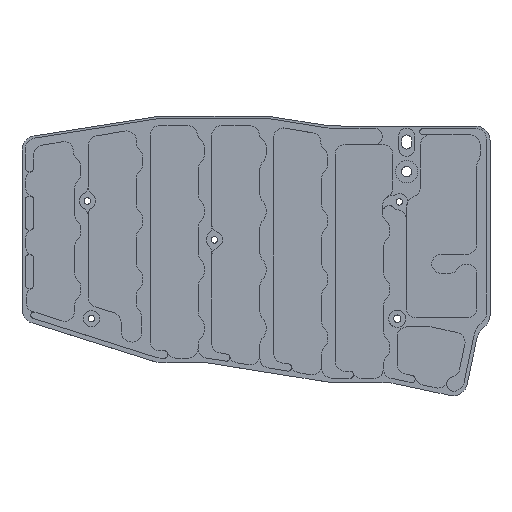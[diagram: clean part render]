
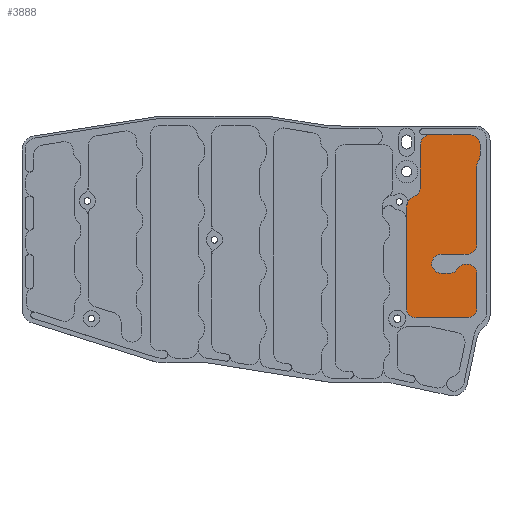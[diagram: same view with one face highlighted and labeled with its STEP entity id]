
A CAD part, top view. The second image highlights one B-rep face of the part: STEP entity #3888.
In plain terms, the highlighted planar face has unit normal (0, 0, 1).
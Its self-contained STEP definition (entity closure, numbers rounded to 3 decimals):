
#1676=CARTESIAN_POINT('',(-23.032,-23.965,-2.25));
#1677=VERTEX_POINT('',#1676);
#1678=CARTESIAN_POINT('',(-22.929,-23.63,-2.25));
#1679=VERTEX_POINT('',#1678);
#1680=CARTESIAN_POINT('',(-25.364,-23.066,-2.25));
#1681=DIRECTION('',(0.,0.,1.));
#1682=DIRECTION('',(1.,0.,-0.));
#1683=AXIS2_PLACEMENT_3D('',#1680,#1681,#1682);
#1684=CIRCLE('',#1683,2.5);
#1685=EDGE_CURVE('',#1677,#1679,#1684,.T.);
#3667=CARTESIAN_POINT('',(0.,0.,-2.25));
#3668=DIRECTION('',(0.,0.,1.));
#3669=DIRECTION('',(1.,0.,0.));
#3670=AXIS2_PLACEMENT_3D('',#3667,#3668,#3669);
#3671=PLANE('',#3670);
#3672=CARTESIAN_POINT('',(-18.876,-18.606,-2.25));
#3673=VERTEX_POINT('',#3672);
#3674=CARTESIAN_POINT('',(-18.876,-5.474,-2.25));
#3675=VERTEX_POINT('',#3674);
#3676=CARTESIAN_POINT('',(-18.876,-18.606,-2.25));
#3677=DIRECTION('',(0.,1.,0.));
#3678=VECTOR('',#3677,13.131);
#3679=LINE('',#3676,#3678);
#3680=EDGE_CURVE('',#3673,#3675,#3679,.T.);
#3681=ORIENTED_EDGE('',*,*,#3680,.F.);
#3682=CARTESIAN_POINT('',(-20.937,-21.455,-2.25));
#3683=VERTEX_POINT('',#3682);
#3684=CARTESIAN_POINT('',(-21.876,-18.606,-2.25));
#3685=DIRECTION('',(-0.,-0.,-1.));
#3686=DIRECTION('',(1.,0.,-0.));
#3687=AXIS2_PLACEMENT_3D('',#3684,#3685,#3686);
#3688=CIRCLE('',#3687,3.);
#3689=EDGE_CURVE('',#3673,#3683,#3688,.T.);
#3690=ORIENTED_EDGE('',*,*,#3689,.T.);
#3691=CARTESIAN_POINT('',(-20.006,-24.307,-2.25));
#3692=DIRECTION('',(0.,0.,1.));
#3693=DIRECTION('',(1.,0.,-0.));
#3694=AXIS2_PLACEMENT_3D('',#3691,#3692,#3693);
#3695=CIRCLE('',#3694,3.);
#3696=EDGE_CURVE('',#3683,#1679,#3695,.T.);
#3697=ORIENTED_EDGE('',*,*,#3696,.T.);
#3698=ORIENTED_EDGE('',*,*,#1685,.F.);
#3699=CARTESIAN_POINT('',(-23.232,-25.044,-2.25));
#3700=VERTEX_POINT('',#3699);
#3701=CARTESIAN_POINT('',(-20.232,-25.044,-2.25));
#3702=DIRECTION('',(0.,0.,1.));
#3703=DIRECTION('',(1.,0.,-0.));
#3704=AXIS2_PLACEMENT_3D('',#3701,#3702,#3703);
#3705=CIRCLE('',#3704,3.);
#3706=EDGE_CURVE('',#1677,#3700,#3705,.T.);
#3707=ORIENTED_EDGE('',*,*,#3706,.T.);
#3708=CARTESIAN_POINT('',(-23.232,-55.735,-2.25));
#3709=VERTEX_POINT('',#3708);
#3710=CARTESIAN_POINT('',(-23.232,-55.735,-2.25));
#3711=DIRECTION('',(-0.,1.,0.));
#3712=VECTOR('',#3711,30.691);
#3713=LINE('',#3710,#3712);
#3714=EDGE_CURVE('',#3709,#3700,#3713,.T.);
#3715=ORIENTED_EDGE('',*,*,#3714,.F.);
#3716=CARTESIAN_POINT('',(-20.232,-58.735,-2.25));
#3717=VERTEX_POINT('',#3716);
#3718=CARTESIAN_POINT('',(-20.232,-55.735,-2.25));
#3719=DIRECTION('',(0.,0.,1.));
#3720=DIRECTION('',(1.,0.,-0.));
#3721=AXIS2_PLACEMENT_3D('',#3718,#3719,#3720);
#3722=CIRCLE('',#3721,3.);
#3723=EDGE_CURVE('',#3709,#3717,#3722,.T.);
#3724=ORIENTED_EDGE('',*,*,#3723,.T.);
#3725=CARTESIAN_POINT('',(-4.538,-58.735,-2.25));
#3726=VERTEX_POINT('',#3725);
#3727=CARTESIAN_POINT('',(-20.232,-58.735,-2.25));
#3728=DIRECTION('',(1.,0.,-0.));
#3729=VECTOR('',#3728,15.694);
#3730=LINE('',#3727,#3729);
#3731=EDGE_CURVE('',#3717,#3726,#3730,.T.);
#3732=ORIENTED_EDGE('',*,*,#3731,.T.);
#3733=CARTESIAN_POINT('',(-1.548,-55.981,-2.25));
#3734=VERTEX_POINT('',#3733);
#3735=CARTESIAN_POINT('',(-4.538,-55.735,-2.25));
#3736=DIRECTION('',(0.,0.,1.));
#3737=DIRECTION('',(1.,0.,-0.));
#3738=AXIS2_PLACEMENT_3D('',#3735,#3736,#3737);
#3739=CIRCLE('',#3738,3.);
#3740=EDGE_CURVE('',#3726,#3734,#3739,.T.);
#3741=ORIENTED_EDGE('',*,*,#3740,.T.);
#3742=CARTESIAN_POINT('',(-1.548,-45.189,-2.25));
#3743=VERTEX_POINT('',#3742);
#3744=CARTESIAN_POINT('',(-1.548,-45.189,-2.25));
#3745=DIRECTION('',(0.,-1.,0.));
#3746=VECTOR('',#3745,10.792);
#3747=LINE('',#3744,#3746);
#3748=EDGE_CURVE('',#3743,#3734,#3747,.T.);
#3749=ORIENTED_EDGE('',*,*,#3748,.F.);
#3750=CARTESIAN_POINT('',(-4.548,-42.189,-2.25));
#3751=VERTEX_POINT('',#3750);
#3752=CARTESIAN_POINT('',(-4.548,-45.189,-2.25));
#3753=DIRECTION('',(0.,0.,1.));
#3754=DIRECTION('',(1.,0.,-0.));
#3755=AXIS2_PLACEMENT_3D('',#3752,#3753,#3754);
#3756=CIRCLE('',#3755,3.);
#3757=EDGE_CURVE('',#3743,#3751,#3756,.T.);
#3758=ORIENTED_EDGE('',*,*,#3757,.T.);
#3759=CARTESIAN_POINT('',(-4.923,-42.189,-2.25));
#3760=VERTEX_POINT('',#3759);
#3761=CARTESIAN_POINT('',(-4.548,-42.189,-2.25));
#3762=DIRECTION('',(-1.,0.,0.));
#3763=VECTOR('',#3762,0.375);
#3764=LINE('',#3761,#3763);
#3765=EDGE_CURVE('',#3751,#3760,#3764,.T.);
#3766=ORIENTED_EDGE('',*,*,#3765,.T.);
#3767=CARTESIAN_POINT('',(-7.472,-43.607,-2.25));
#3768=VERTEX_POINT('',#3767);
#3769=CARTESIAN_POINT('',(-4.923,-45.189,-2.25));
#3770=DIRECTION('',(0.,0.,1.));
#3771=DIRECTION('',(1.,0.,-0.));
#3772=AXIS2_PLACEMENT_3D('',#3769,#3770,#3771);
#3773=CIRCLE('',#3772,3.);
#3774=EDGE_CURVE('',#3760,#3768,#3773,.T.);
#3775=ORIENTED_EDGE('',*,*,#3774,.T.);
#3776=CARTESIAN_POINT('',(-10.02,-45.024,-2.25));
#3777=VERTEX_POINT('',#3776);
#3778=CARTESIAN_POINT('',(-10.02,-42.024,-2.25));
#3779=DIRECTION('',(0.,0.,-1.));
#3780=DIRECTION('',(1.,0.,0.));
#3781=AXIS2_PLACEMENT_3D('',#3778,#3779,#3780);
#3782=CIRCLE('',#3781,3.);
#3783=EDGE_CURVE('',#3768,#3777,#3782,.T.);
#3784=ORIENTED_EDGE('',*,*,#3783,.T.);
#3785=CARTESIAN_POINT('',(-12.428,-45.024,-2.25));
#3786=VERTEX_POINT('',#3785);
#3787=CARTESIAN_POINT('',(-12.428,-45.024,-2.25));
#3788=DIRECTION('',(1.,0.,-0.));
#3789=VECTOR('',#3788,2.407);
#3790=LINE('',#3787,#3789);
#3791=EDGE_CURVE('',#3786,#3777,#3790,.T.);
#3792=ORIENTED_EDGE('',*,*,#3791,.F.);
#3793=CARTESIAN_POINT('',(-15.423,-42.189,-2.25));
#3794=VERTEX_POINT('',#3793);
#3795=CARTESIAN_POINT('',(-12.428,-42.024,-2.25));
#3796=DIRECTION('',(0.,0.,-1.));
#3797=DIRECTION('',(1.,0.,0.));
#3798=AXIS2_PLACEMENT_3D('',#3795,#3796,#3797);
#3799=CIRCLE('',#3798,3.);
#3800=EDGE_CURVE('',#3786,#3794,#3799,.T.);
#3801=ORIENTED_EDGE('',*,*,#3800,.T.);
#3802=CARTESIAN_POINT('',(-12.423,-39.189,-2.25));
#3803=VERTEX_POINT('',#3802);
#3804=CARTESIAN_POINT('',(-12.423,-42.189,-2.25));
#3805=DIRECTION('',(0.,0.,-1.));
#3806=DIRECTION('',(1.,0.,0.));
#3807=AXIS2_PLACEMENT_3D('',#3804,#3805,#3806);
#3808=CIRCLE('',#3807,3.);
#3809=EDGE_CURVE('',#3794,#3803,#3808,.T.);
#3810=ORIENTED_EDGE('',*,*,#3809,.T.);
#3811=CARTESIAN_POINT('',(-4.548,-39.189,-2.25));
#3812=VERTEX_POINT('',#3811);
#3813=CARTESIAN_POINT('',(-4.548,-39.189,-2.25));
#3814=DIRECTION('',(-1.,0.,0.));
#3815=VECTOR('',#3814,7.875);
#3816=LINE('',#3813,#3815);
#3817=EDGE_CURVE('',#3812,#3803,#3816,.T.);
#3818=ORIENTED_EDGE('',*,*,#3817,.F.);
#3819=CARTESIAN_POINT('',(-1.548,-36.189,-2.25));
#3820=VERTEX_POINT('',#3819);
#3821=CARTESIAN_POINT('',(-4.548,-36.189,-2.25));
#3822=DIRECTION('',(0.,0.,1.));
#3823=DIRECTION('',(1.,0.,-0.));
#3824=AXIS2_PLACEMENT_3D('',#3821,#3822,#3823);
#3825=CIRCLE('',#3824,3.);
#3826=EDGE_CURVE('',#3812,#3820,#3825,.T.);
#3827=ORIENTED_EDGE('',*,*,#3826,.T.);
#3828=CARTESIAN_POINT('',(-1.548,-12.081,-2.25));
#3829=VERTEX_POINT('',#3828);
#3830=CARTESIAN_POINT('',(-1.548,-12.081,-2.25));
#3831=DIRECTION('',(0.,-1.,0.));
#3832=VECTOR('',#3831,24.108);
#3833=LINE('',#3830,#3832);
#3834=EDGE_CURVE('',#3829,#3820,#3833,.T.);
#3835=ORIENTED_EDGE('',*,*,#3834,.F.);
#3836=CARTESIAN_POINT('',(-1.048,-10.422,-2.25));
#3837=VERTEX_POINT('',#3836);
#3838=CARTESIAN_POINT('',(1.452,-12.081,-2.25));
#3839=DIRECTION('',(0.,0.,1.));
#3840=DIRECTION('',(1.,0.,-0.));
#3841=AXIS2_PLACEMENT_3D('',#3838,#3839,#3840);
#3842=CIRCLE('',#3841,3.);
#3843=EDGE_CURVE('',#3837,#3829,#3842,.T.);
#3844=ORIENTED_EDGE('',*,*,#3843,.F.);
#3845=CARTESIAN_POINT('',(-0.548,-8.764,-2.25));
#3846=VERTEX_POINT('',#3845);
#3847=CARTESIAN_POINT('',(-3.548,-8.764,-2.25));
#3848=DIRECTION('',(0.,0.,1.));
#3849=DIRECTION('',(1.,0.,-0.));
#3850=AXIS2_PLACEMENT_3D('',#3847,#3848,#3849);
#3851=CIRCLE('',#3850,3.);
#3852=EDGE_CURVE('',#3837,#3846,#3851,.T.);
#3853=ORIENTED_EDGE('',*,*,#3852,.T.);
#3854=CARTESIAN_POINT('',(-0.548,-5.484,-2.25));
#3855=VERTEX_POINT('',#3854);
#3856=CARTESIAN_POINT('',(-0.548,-5.484,-2.25));
#3857=DIRECTION('',(0.,-1.,0.));
#3858=VECTOR('',#3857,3.28);
#3859=LINE('',#3856,#3858);
#3860=EDGE_CURVE('',#3855,#3846,#3859,.T.);
#3861=ORIENTED_EDGE('',*,*,#3860,.F.);
#3862=CARTESIAN_POINT('',(-3.546,-2.484,-2.25));
#3863=VERTEX_POINT('',#3862);
#3864=CARTESIAN_POINT('',(-3.548,-5.484,-2.25));
#3865=DIRECTION('',(0.,0.,-1.));
#3866=DIRECTION('',(1.,0.,0.));
#3867=AXIS2_PLACEMENT_3D('',#3864,#3865,#3866);
#3868=CIRCLE('',#3867,3.);
#3869=EDGE_CURVE('',#3863,#3855,#3868,.T.);
#3870=ORIENTED_EDGE('',*,*,#3869,.F.);
#3871=CARTESIAN_POINT('',(-15.874,-2.474,-2.25));
#3872=VERTEX_POINT('',#3871);
#3873=CARTESIAN_POINT('',(-3.546,-2.484,-2.25));
#3874=DIRECTION('',(-1.,0.001,0.));
#3875=VECTOR('',#3874,12.328);
#3876=LINE('',#3873,#3875);
#3877=EDGE_CURVE('',#3863,#3872,#3876,.T.);
#3878=ORIENTED_EDGE('',*,*,#3877,.T.);
#3879=CARTESIAN_POINT('',(-15.876,-5.474,-2.25));
#3880=DIRECTION('',(0.,0.,1.));
#3881=DIRECTION('',(1.,0.,-0.));
#3882=AXIS2_PLACEMENT_3D('',#3879,#3880,#3881);
#3883=CIRCLE('',#3882,3.);
#3884=EDGE_CURVE('',#3872,#3675,#3883,.T.);
#3885=ORIENTED_EDGE('',*,*,#3884,.T.);
#3886=EDGE_LOOP('',(#3681,#3690,#3697,#3698,#3707,#3715,#3724,#3732,#3741,#3749,#3758,#3766,#3775,#3784,#3792,#3801,#3810,#3818,#3827,#3835,#3844,#3853,#3861,#3870,#3878,#3885));
#3887=FACE_BOUND('',#3886,.T.);
#3888=ADVANCED_FACE('',(#3887),#3671,.T.);
